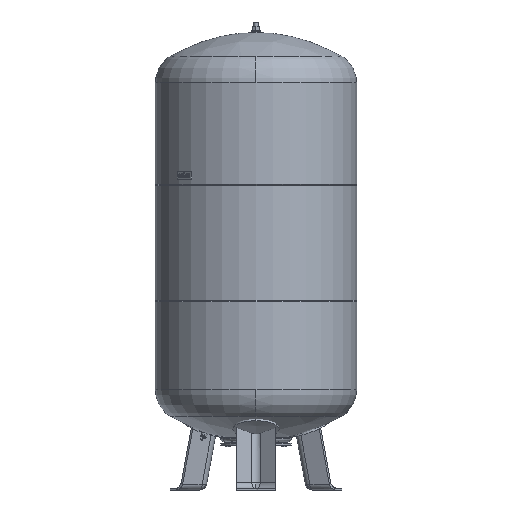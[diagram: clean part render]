
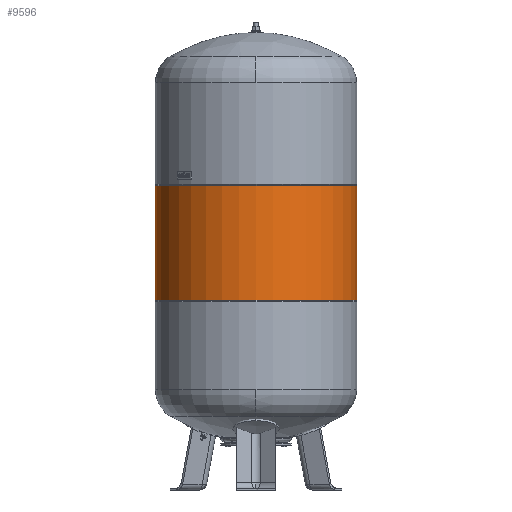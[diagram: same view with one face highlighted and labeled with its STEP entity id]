
A CAD part, front view. The second image highlights one B-rep face of the part: STEP entity #9596.
In plain terms, the highlighted cylindrical face has radius 370 mm (diameter 740 mm), a partial arc.
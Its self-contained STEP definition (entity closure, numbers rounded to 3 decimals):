
#9555=CARTESIAN_POINT('',(0.,0.0,907.886));
#9556=DIRECTION('',(0.,0.0,1.0));
#9557=DIRECTION('',(1.0,0.0,0.0));
#9558=AXIS2_PLACEMENT_3D('',#9555,#9556,#9557);
#9559=CYLINDRICAL_SURFACE('',#9558,370.);
#9560=CARTESIAN_POINT('',(370.,0.0,1118.667));
#9561=VERTEX_POINT('',#9560);
#9562=CARTESIAN_POINT('',(370.,0.0,697.105));
#9563=VERTEX_POINT('',#9562);
#9564=CARTESIAN_POINT('',(370.,0.0,1118.667));
#9565=DIRECTION('',(0.0,0.0,-1.0));
#9566=VECTOR('',#9565,421.562);
#9567=LINE('',#9564,#9566);
#9568=EDGE_CURVE('',#9561,#9563,#9567,.T.);
#9569=ORIENTED_EDGE('',*,*,#9568,.F.);
#9570=CARTESIAN_POINT('',(-370.,0.,1118.667));
#9571=VERTEX_POINT('',#9570);
#9572=CARTESIAN_POINT('',(0.,0.0,1118.667));
#9573=DIRECTION('',(0.0,0.0,1.0));
#9574=DIRECTION('',(1.0,0.0,0.0));
#9575=AXIS2_PLACEMENT_3D('',#9572,#9573,#9574);
#9576=CIRCLE('',#9575,370.);
#9577=EDGE_CURVE('',#9571,#9561,#9576,.T.);
#9578=ORIENTED_EDGE('',*,*,#9577,.F.);
#9579=CARTESIAN_POINT('',(-370.,0.,697.105));
#9580=VERTEX_POINT('',#9579);
#9581=CARTESIAN_POINT('',(-370.,0.,1118.667));
#9582=DIRECTION('',(0.0,0.0,-1.0));
#9583=VECTOR('',#9582,421.562);
#9584=LINE('',#9581,#9583);
#9585=EDGE_CURVE('',#9571,#9580,#9584,.T.);
#9586=ORIENTED_EDGE('',*,*,#9585,.T.);
#9587=CARTESIAN_POINT('',(0.,0.0,697.105));
#9588=DIRECTION('',(0.0,0.0,1.0));
#9589=DIRECTION('',(1.0,0.0,0.0));
#9590=AXIS2_PLACEMENT_3D('',#9587,#9588,#9589);
#9591=CIRCLE('',#9590,370.);
#9592=EDGE_CURVE('',#9580,#9563,#9591,.T.);
#9593=ORIENTED_EDGE('',*,*,#9592,.T.);
#9594=EDGE_LOOP('',(#9569,#9578,#9586,#9593));
#9595=FACE_OUTER_BOUND('',#9594,.T.);
#9596=ADVANCED_FACE('',(#9595),#9559,.T.);
